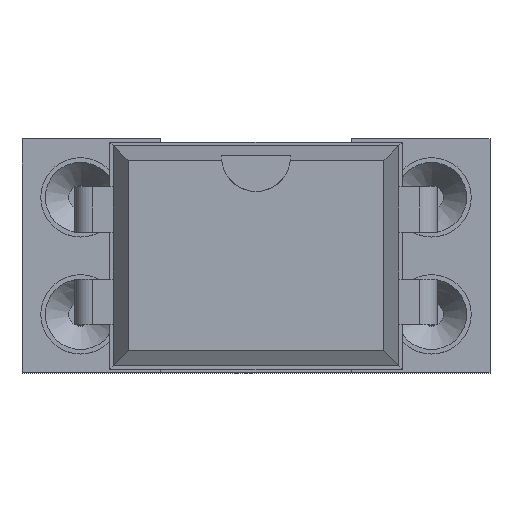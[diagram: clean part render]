
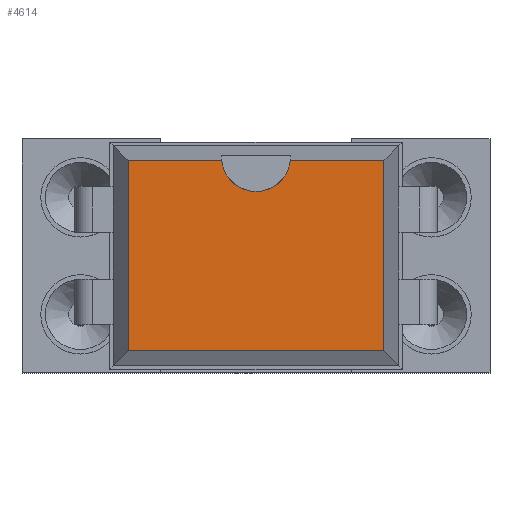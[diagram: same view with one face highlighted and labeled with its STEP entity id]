
A CAD part, top view. The second image highlights one B-rep face of the part: STEP entity #4614.
In plain terms, the highlighted planar face has unit normal (0, 0, 1).
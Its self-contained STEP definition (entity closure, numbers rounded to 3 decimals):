
#3626 = VERTEX_POINT('',#3627);
#3627 = CARTESIAN_POINT('',(-2.776,-2.066,7.43));
#3632 = EDGE_CURVE('',#3633,#3626,#3635,.T.);
#3633 = VERTEX_POINT('',#3634);
#3634 = CARTESIAN_POINT('',(-2.776,2.066,7.43));
#3635 = LINE('',#3636,#3637);
#3636 = CARTESIAN_POINT('',(-2.776,2.066,7.43));
#3637 = VECTOR('',#3638,1.);
#3638 = DIRECTION('',(0.,-1.,0.));
#4597 = VERTEX_POINT('',#4598);
#4598 = CARTESIAN_POINT('',(2.776,-2.066,7.43));
#4603 = EDGE_CURVE('',#3626,#4597,#4604,.T.);
#4604 = LINE('',#4605,#4606);
#4605 = CARTESIAN_POINT('',(-2.776,-2.066,7.43));
#4606 = VECTOR('',#4607,1.);
#4607 = DIRECTION('',(1.,0.,0.));
#4614 = ADVANCED_FACE('',(#4615),#4659,.F.);
#4615 = FACE_BOUND('',#4616,.F.);
#4616 = EDGE_LOOP('',(#4617,#4625,#4626,#4627,#4635,#4644,#4653));
#4617 = ORIENTED_EDGE('',*,*,#4618,.F.);
#4618 = EDGE_CURVE('',#4597,#4619,#4621,.T.);
#4619 = VERTEX_POINT('',#4620);
#4620 = CARTESIAN_POINT('',(2.776,2.066,7.43));
#4621 = LINE('',#4622,#4623);
#4622 = CARTESIAN_POINT('',(2.776,-2.066,7.43));
#4623 = VECTOR('',#4624,1.);
#4624 = DIRECTION('',(0.,1.,0.));
#4625 = ORIENTED_EDGE('',*,*,#4603,.F.);
#4626 = ORIENTED_EDGE('',*,*,#3632,.F.);
#4627 = ORIENTED_EDGE('',*,*,#4628,.F.);
#4628 = EDGE_CURVE('',#4629,#3633,#4631,.T.);
#4629 = VERTEX_POINT('',#4630);
#4630 = CARTESIAN_POINT('',(-0.746,2.066,7.43));
#4631 = LINE('',#4632,#4633);
#4632 = CARTESIAN_POINT('',(2.776,2.066,7.43));
#4633 = VECTOR('',#4634,1.);
#4634 = DIRECTION('',(-1.,0.,0.));
#4635 = ORIENTED_EDGE('',*,*,#4636,.F.);
#4636 = EDGE_CURVE('',#4637,#4629,#4639,.T.);
#4637 = VERTEX_POINT('',#4638);
#4638 = CARTESIAN_POINT('',(0.,1.391,7.43));
#4639 = CIRCLE('',#4640,0.75);
#4640 = AXIS2_PLACEMENT_3D('',#4641,#4642,#4643);
#4641 = CARTESIAN_POINT('',(0.,2.141,7.43));
#4642 = DIRECTION('',(0.,0.,-1.));
#4643 = DIRECTION('',(0.,-1.,0.));
#4644 = ORIENTED_EDGE('',*,*,#4645,.F.);
#4645 = EDGE_CURVE('',#4646,#4637,#4648,.T.);
#4646 = VERTEX_POINT('',#4647);
#4647 = CARTESIAN_POINT('',(0.746,2.066,7.43));
#4648 = CIRCLE('',#4649,0.75);
#4649 = AXIS2_PLACEMENT_3D('',#4650,#4651,#4652);
#4650 = CARTESIAN_POINT('',(0.,2.141,7.43));
#4651 = DIRECTION('',(0.,0.,-1.));
#4652 = DIRECTION('',(0.,-1.,0.));
#4653 = ORIENTED_EDGE('',*,*,#4654,.F.);
#4654 = EDGE_CURVE('',#4619,#4646,#4655,.T.);
#4655 = LINE('',#4656,#4657);
#4656 = CARTESIAN_POINT('',(2.776,2.066,7.43));
#4657 = VECTOR('',#4658,1.);
#4658 = DIRECTION('',(-1.,0.,0.));
#4659 = PLANE('',#4660);
#4660 = AXIS2_PLACEMENT_3D('',#4661,#4662,#4663);
#4661 = CARTESIAN_POINT('',(2.776,-2.066,7.43));
#4662 = DIRECTION('',(0.,0.,-1.));
#4663 = DIRECTION('',(-0.802,0.597,0.));
